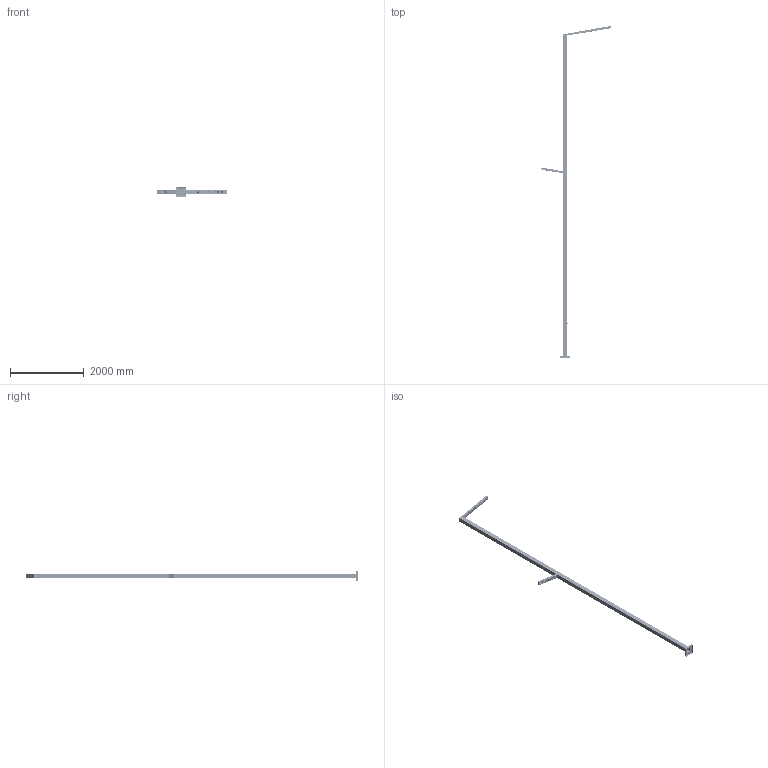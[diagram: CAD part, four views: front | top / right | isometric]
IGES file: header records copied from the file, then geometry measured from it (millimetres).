
Start section: SolidWorks IGES file using analytic representation for surfaces
Global section: file name: HEXA-2-9(112)-6(56)-(Ê240-180-4õ25)-ö+ïî.IGS; native system: SolidWorks 2020; preprocessor: SolidWorks 2020; author: Åêàòåðèíà; date: 210708.155844; units: millimetre
Bounding box: 1892.65 x 9028.12 x 266.6 mm (x, y, z)
Surface area: 9878020.7 mm2 (no closed solid volume)
Topology: 0 solids, 0 shells, 12378 faces, 140352 edges, 139774 vertices
Faces by surface type: bspline 7881, revolution 4497
